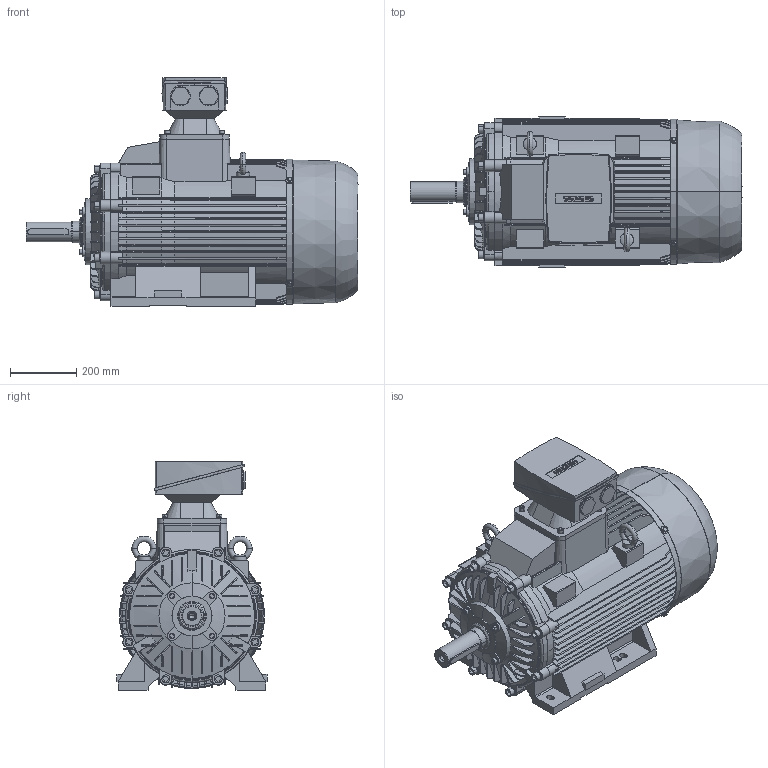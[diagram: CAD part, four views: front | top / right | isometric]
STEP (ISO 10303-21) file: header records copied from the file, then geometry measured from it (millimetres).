
FILE_DESCRIPTION(('STEP AP214'),'1');
FILE_NAME('cctmp_478B1A8C-0AEF-4A71-A79E-5FD04644E39E_2023_06_27_10_55_19_0621..stp','2023-06-27T08:55:21',('SIEMENS A&D'),('CADClick - www.CADClick.com'),'Spatial InterOp 3D',' ','unknown authorization');
FILE_SCHEMA(('AUTOMOTIVE_DESIGN'));
Length unit declared in the file: millimetre
Products named in the file (34): cc_unnamed; 2023_06_27_10_55_19_0558; 2023_06_27_10_55_19_0527; 2023_06_27_10_55_19_0490; 2023_06_27_10_55_19_0473; 2023_06_27_10_55_19_0442; 2023_06_27_10_55_19_0411; 2023_06_27_10_55_19_0380; 2023_06_27_10_55_19_0348; 2023_06_27_10_55_19_0317; 2023_06_27_10_55_19_0286; 2023_06_27_10_55_19_0255; 2023_06_27_10_55_19_0223; 2023_06_27_10_55_19_0192; 2023_06_27_10_55_19_0161; 2023_06_27_10_55_19_0130; 2023_06_27_10_55_19_0098; 2023_06_27_10_55_19_0067; 2023_06_27_10_55_19_0036; 2023_06_27_10_55_19_0005; 2023_06_27_10_55_18_0973; 2023_06_27_10_55_18_0937; 2023_06_27_10_55_18_0920; 2023_06_27_10_55_18_0889; 2023_06_27_10_55_18_0857; 2023_06_27_10_55_18_0826; 2023_06_27_10_55_18_0795; 2023_06_27_10_55_18_0764; 2023_06_27_10_55_18_0732; 2023_06_27_10_55_18_0701; 2023_06_27_10_55_18_0670; 2023_06_27_10_55_18_0639; 2023_06_27_10_55_18_0607; 2023_06_27_10_55_18_0576
Assembly tree (33 placements, depth 2):
  cc_unnamed
    2023_06_27_10_55_19_0558
    2023_06_27_10_55_19_0527
    2023_06_27_10_55_19_0490
    2023_06_27_10_55_19_0473
    2023_06_27_10_55_19_0442
    2023_06_27_10_55_19_0411
    2023_06_27_10_55_19_0380
    2023_06_27_10_55_19_0348
    2023_06_27_10_55_19_0317
    2023_06_27_10_55_19_0286
    2023_06_27_10_55_19_0255
    2023_06_27_10_55_19_0223
    2023_06_27_10_55_19_0192
    2023_06_27_10_55_19_0161
    2023_06_27_10_55_19_0130
    2023_06_27_10_55_19_0098
    2023_06_27_10_55_19_0067
    2023_06_27_10_55_19_0036
    2023_06_27_10_55_19_0005
    2023_06_27_10_55_18_0973
    2023_06_27_10_55_18_0937
    2023_06_27_10_55_18_0920
    2023_06_27_10_55_18_0889
    2023_06_27_10_55_18_0857
    2023_06_27_10_55_18_0826
    2023_06_27_10_55_18_0795
    2023_06_27_10_55_18_0764
    2023_06_27_10_55_18_0732
    2023_06_27_10_55_18_0701
    2023_06_27_10_55_18_0670
    2023_06_27_10_55_18_0639
    2023_06_27_10_55_18_0607
    2023_06_27_10_55_18_0576
Bounding box: 1004 x 454 x 691.5 mm (x, y, z)
Volume: 97570402.8 mm3; surface area: 4238335.1 mm2
Topology: 33 solids, 33 shells, 2683 faces, 7588 edges, 5020 vertices
Faces by surface type: cylinder 1428, plane 897, cone 229, torus 129
Entity records: 122009 total; most frequent: CARTESIAN_POINT 28246, DIRECTION 15321, ORIENTED_EDGE 15172, EDGE_CURVE 7586, AXIS2_PLACEMENT_3D 6022, VERTEX_POINT 5020, LINE 3277, VECTOR 3277
